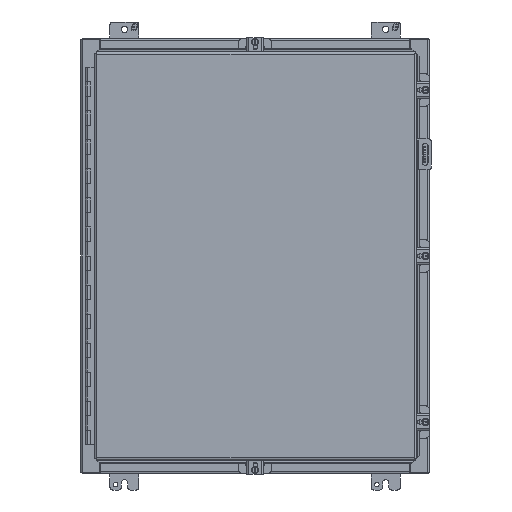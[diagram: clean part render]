
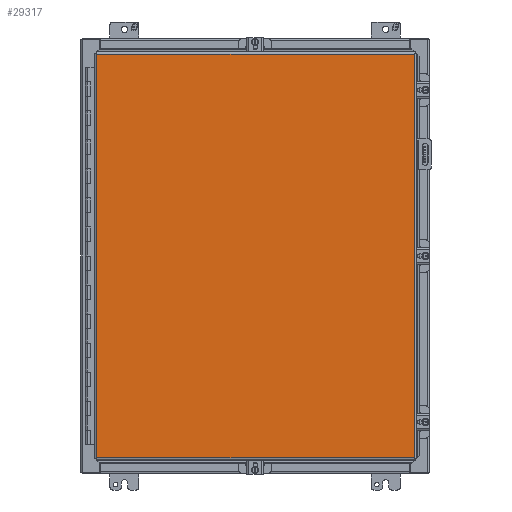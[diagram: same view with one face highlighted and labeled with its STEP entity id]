
A CAD part, front view. The second image highlights one B-rep face of the part: STEP entity #29317.
In plain terms, the highlighted planar face has unit normal (0, -1, 0).
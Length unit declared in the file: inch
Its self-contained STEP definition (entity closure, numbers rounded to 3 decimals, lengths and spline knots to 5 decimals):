
#76 = CARTESIAN_POINT ( 'NONE',  ( 10.976, -13.222, 13.9125 ) ) ;
#415 = CARTESIAN_POINT ( 'NONE',  ( 10.976, -13.222, 13.9125 ) ) ;
#5401 = VERTEX_POINT ( 'NONE', #43676 ) ;
#9052 = EDGE_CURVE ( 'NONE', #5401, #21528, #37452, .T. ) ;
#10894 = ORIENTED_EDGE ( 'NONE', *, *, #36143, .F. ) ;
#11116 = CARTESIAN_POINT ( 'NONE',  ( -10.912, -13.222, 13.9125 ) ) ;
#12062 = VECTOR ( 'NONE', #13301, 39.37008 ) ;
#13301 = DIRECTION ( 'NONE',  ( 1., 0., 0. ) ) ;
#15671 = CARTESIAN_POINT ( 'NONE',  ( 11.126, -13.222, -14.0625 ) ) ;
#15702 = VECTOR ( 'NONE', #54527, 39.37008 ) ;
#15861 = LINE ( 'NONE', #11116, #15702 ) ;
#16165 = DIRECTION ( 'NONE',  ( -1., 0., 0. ) ) ;
#18996 = DIRECTION ( 'NONE',  ( 0., 0., -1. ) ) ;
#19457 = CARTESIAN_POINT ( 'NONE',  ( -10.912, -13.222, 13.9125 ) ) ;
#21528 = VERTEX_POINT ( 'NONE', #44313 ) ;
#24346 = FACE_OUTER_BOUND ( 'NONE', #43333, .T. ) ;
#27721 = DIRECTION ( 'NONE',  ( 0., 1., 0. ) ) ;
#29317 = ADVANCED_FACE ( 'NONE', ( #24346 ), #44829, .F. ) ;
#30456 = VERTEX_POINT ( 'NONE', #76 ) ;
#36078 = LINE ( 'NONE', #47877, #46774 ) ;
#36143 = EDGE_CURVE ( 'NONE', #21528, #45095, #15861, .T. ) ;
#37452 = LINE ( 'NONE', #54576, #50274 ) ;
#39425 = ORIENTED_EDGE ( 'NONE', *, *, #50137, .F. ) ;
#41606 = EDGE_CURVE ( 'NONE', #45095, #30456, #42167, .T. ) ;
#42167 = LINE ( 'NONE', #415, #12062 ) ;
#43333 = EDGE_LOOP ( 'NONE', ( #39425, #51353, #10894, #44452 ) ) ;
#43676 = CARTESIAN_POINT ( 'NONE',  ( 10.976, -13.222, -13.9125 ) ) ;
#44313 = CARTESIAN_POINT ( 'NONE',  ( -10.912, -13.222, -13.9125 ) ) ;
#44452 = ORIENTED_EDGE ( 'NONE', *, *, #9052, .F. ) ;
#44829 = PLANE ( 'NONE',  #44892 ) ;
#44892 = AXIS2_PLACEMENT_3D ( 'NONE', #15671, #27721, #49870 ) ;
#45095 = VERTEX_POINT ( 'NONE', #19457 ) ;
#46774 = VECTOR ( 'NONE', #18996, 39.37008 ) ;
#47877 = CARTESIAN_POINT ( 'NONE',  ( 10.976, -13.222, -13.9125 ) ) ;
#49870 = DIRECTION ( 'NONE',  ( -1., 0., 0. ) ) ;
#50137 = EDGE_CURVE ( 'NONE', #30456, #5401, #36078, .T. ) ;
#50274 = VECTOR ( 'NONE', #16165, 39.37008 ) ;
#51353 = ORIENTED_EDGE ( 'NONE', *, *, #41606, .F. ) ;
#54527 = DIRECTION ( 'NONE',  ( 0., 0., 1. ) ) ;
#54576 = CARTESIAN_POINT ( 'NONE',  ( -10.91192, -13.222, -13.9125 ) ) ;
